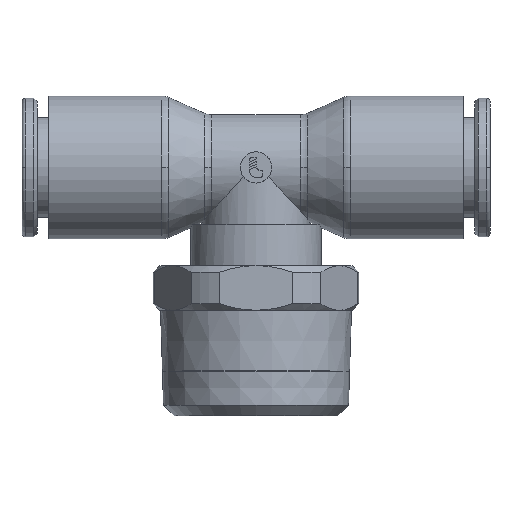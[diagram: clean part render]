
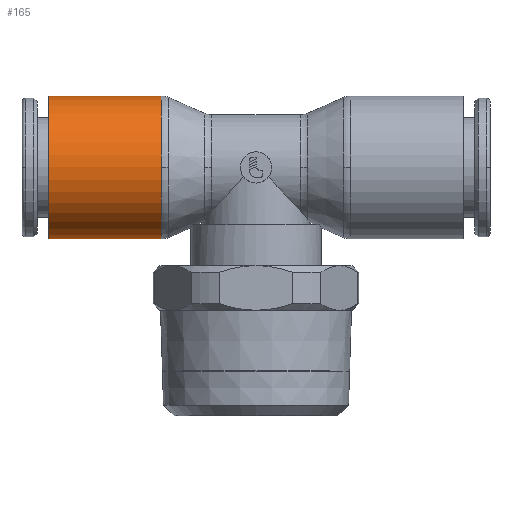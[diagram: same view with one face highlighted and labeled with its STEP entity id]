
A CAD part, top view. The second image highlights one B-rep face of the part: STEP entity #165.
In plain terms, the highlighted cylindrical face has radius 8 mm (diameter 16 mm), a partial arc.
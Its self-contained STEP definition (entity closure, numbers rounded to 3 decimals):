
#165=ADVANCED_FACE('',(#426),#427,.T.);
#426=FACE_OUTER_BOUND('',#694,.T.);
#427=CYLINDRICAL_SURFACE('',#695,8.0);
#694=EDGE_LOOP('',(#1664,#1665,#1666,#1667,#1668));
#695=AXIS2_PLACEMENT_3D('',#1669,#1670,#1671);
#1664=ORIENTED_EDGE('',*,*,#1758,.T.);
#1665=ORIENTED_EDGE('',*,*,#1754,.F.);
#1666=ORIENTED_EDGE('',*,*,#2040,.F.);
#1667=ORIENTED_EDGE('',*,*,#1760,.T.);
#1668=ORIENTED_EDGE('',*,*,#2039,.T.);
#1669=CARTESIAN_POINT('',(-16.912,0.0,0.0));
#1670=DIRECTION('',(1.0,0.0,0.0));
#1671=DIRECTION('',(0.0,-1.0,0.));
#1754=EDGE_CURVE('',#2097,#2100,#2101,.T.);
#1758=EDGE_CURVE('',#2106,#2100,#2107,.T.);
#1760=EDGE_CURVE('',#2110,#2108,#2111,.T.);
#2039=EDGE_CURVE('',#2108,#2106,#2563,.T.);
#2040=EDGE_CURVE('',#2110,#2097,#2564,.T.);
#2097=VERTEX_POINT('',#2658);
#2100=VERTEX_POINT('',#2661);
#2101=CIRCLE('',#2662,8.0);
#2106=VERTEX_POINT('',#2667);
#2107=LINE('',#2668,#2669);
#2108=VERTEX_POINT('',#2670);
#2110=VERTEX_POINT('',#2672);
#2111=LINE('',#2673,#2674);
#2563=CIRCLE('',#3800,8.0);
#2564=CIRCLE('',#3801,8.0);
#2658=CARTESIAN_POINT('',(-10.624,0.,8.0));
#2661=CARTESIAN_POINT('',(-10.624,-8.0,0.));
#2662=AXIS2_PLACEMENT_3D('',#3870,#3871,#3872);
#2667=CARTESIAN_POINT('',(-23.2,-8.0,0.));
#2668=CARTESIAN_POINT('',(-16.912,-8.0,0.));
#2669=VECTOR('',#3882,1.0);
#2670=CARTESIAN_POINT('',(-23.2,8.0,0.));
#2672=CARTESIAN_POINT('',(-10.624,8.0,0.));
#2673=CARTESIAN_POINT('',(-16.912,8.0,0.));
#2674=VECTOR('',#3886,1.0);
#3800=AXIS2_PLACEMENT_3D('',#4382,#4383,#4384);
#3801=AXIS2_PLACEMENT_3D('',#4385,#4386,#4387);
#3870=CARTESIAN_POINT('',(-10.624,0.0,0.0));
#3871=DIRECTION('',(1.0,0.0,0.0));
#3872=DIRECTION('',(0.0,-1.0,0.));
#3882=DIRECTION('',(1.0,0.0,0.0));
#3886=DIRECTION('',(-1.0,-0.0,-0.0));
#4382=CARTESIAN_POINT('',(-23.2,0.0,0.0));
#4383=DIRECTION('',(1.0,0.0,0.0));
#4384=DIRECTION('',(0.0,-1.0,0.));
#4385=CARTESIAN_POINT('',(-10.624,0.0,0.0));
#4386=DIRECTION('',(1.0,0.0,0.0));
#4387=DIRECTION('',(0.0,-1.0,0.));
